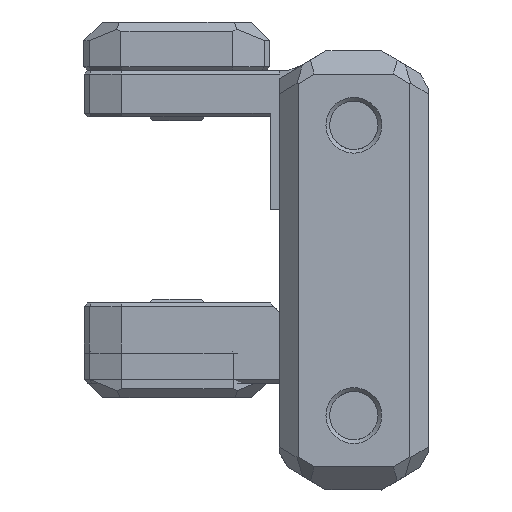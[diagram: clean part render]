
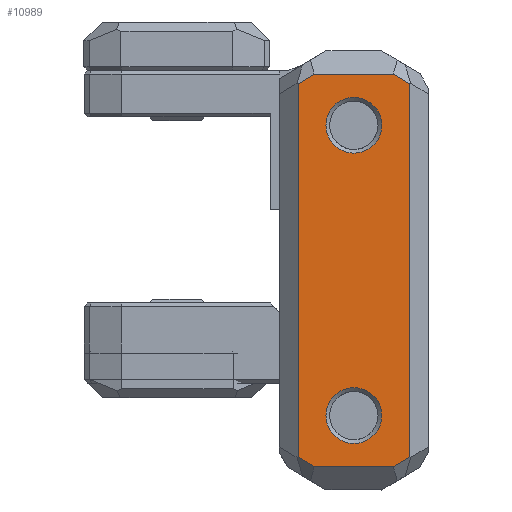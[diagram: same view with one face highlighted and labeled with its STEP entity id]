
A CAD part, front view. The second image highlights one B-rep face of the part: STEP entity #10989.
In plain terms, the highlighted planar face has unit normal (0, -1, 0).
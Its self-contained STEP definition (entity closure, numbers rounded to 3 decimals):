
#191=FACE_BOUND('',#1453,.T.);
#192=FACE_BOUND('',#1454,.T.);
#369=PLANE('',#11674);
#825=FACE_OUTER_BOUND('',#1452,.T.);
#1452=EDGE_LOOP('',(#7745,#7746,#7747,#7748,#7749,#7750,#7751,#7752));
#1453=EDGE_LOOP('',(#7753));
#1454=EDGE_LOOP('',(#7754));
#2131=LINE('',#15845,#3400);
#2141=LINE('',#15863,#3410);
#2142=LINE('',#15865,#3411);
#2153=LINE('',#15888,#3422);
#2156=LINE('',#15894,#3425);
#2157=LINE('',#15896,#3426);
#2158=LINE('',#15898,#3427);
#2159=LINE('',#15899,#3428);
#3400=VECTOR('',#12674,2.039);
#3410=VECTOR('',#12690,2.039);
#3411=VECTOR('',#12693,8.502);
#3422=VECTOR('',#12712,35.901);
#3425=VECTOR('',#12717,35.901);
#3426=VECTOR('',#12718,2.039);
#3427=VECTOR('',#12719,8.502);
#3428=VECTOR('',#12720,2.039);
#4629=CIRCLE('',#11649,3.);
#4633=CIRCLE('',#11675,3.);
#4927=VERTEX_POINT('',#15752);
#4960=VERTEX_POINT('',#15842);
#4961=VERTEX_POINT('',#15844);
#4965=VERTEX_POINT('',#15859);
#4966=VERTEX_POINT('',#15861);
#4974=VERTEX_POINT('',#15887);
#4976=VERTEX_POINT('',#15893);
#4977=VERTEX_POINT('',#15895);
#4978=VERTEX_POINT('',#15897);
#4979=VERTEX_POINT('',#15900);
#5971=EDGE_CURVE('',#4927,#4927,#4629,.T.);
#6015=EDGE_CURVE('',#4960,#4961,#2131,.T.);
#6025=EDGE_CURVE('',#4966,#4965,#2141,.T.);
#6026=EDGE_CURVE('',#4965,#4960,#2142,.T.);
#6037=EDGE_CURVE('',#4961,#4974,#2153,.T.);
#6040=EDGE_CURVE('',#4976,#4966,#2156,.T.);
#6041=EDGE_CURVE('',#4977,#4976,#2157,.T.);
#6042=EDGE_CURVE('',#4978,#4977,#2158,.T.);
#6043=EDGE_CURVE('',#4974,#4978,#2159,.T.);
#6044=EDGE_CURVE('',#4979,#4979,#4633,.T.);
#7745=ORIENTED_EDGE('',*,*,#6040,.F.);
#7746=ORIENTED_EDGE('',*,*,#6041,.F.);
#7747=ORIENTED_EDGE('',*,*,#6042,.F.);
#7748=ORIENTED_EDGE('',*,*,#6043,.F.);
#7749=ORIENTED_EDGE('',*,*,#6037,.F.);
#7750=ORIENTED_EDGE('',*,*,#6015,.F.);
#7751=ORIENTED_EDGE('',*,*,#6026,.F.);
#7752=ORIENTED_EDGE('',*,*,#6025,.F.);
#7753=ORIENTED_EDGE('',*,*,#5971,.T.);
#7754=ORIENTED_EDGE('',*,*,#6044,.T.);
#10989=ADVANCED_FACE('',(#825,#191,#192),#369,.F.);
#11649=AXIS2_PLACEMENT_3D('',#15754,#12600,#12601);
#11674=AXIS2_PLACEMENT_3D('',#15892,#12715,#12716);
#11675=AXIS2_PLACEMENT_3D('',#15901,#12721,#12722);
#12600=DIRECTION('center_axis',(0.,1.,0.));
#12601=DIRECTION('ref_axis',(0.,0.,
1.));
#12674=DIRECTION('',(-0.857,0.,0.514));
#12690=DIRECTION('',(-0.857,0.,-0.514));
#12693=DIRECTION('',(-1.,0.,0.));
#12712=DIRECTION('',(0.,0.,1.));
#12715=DIRECTION('center_axis',(0.,1.,0.));
#12716=DIRECTION('ref_axis',(-1.,0.,0.));
#12717=DIRECTION('',(0.,0.,-1.));
#12718=DIRECTION('',(0.857,0.,-0.514));
#12719=DIRECTION('',(1.,0.,0.));
#12720=DIRECTION('',(0.857,0.,0.514));
#12721=DIRECTION('center_axis',(0.,1.,0.));
#12722=DIRECTION('ref_axis',(0.,0.,
1.));
#15752=CARTESIAN_POINT('',(55.124,-11.153,82.306));
#15754=CARTESIAN_POINT('Origin',(55.124,-11.153,79.306));
#15842=CARTESIAN_POINT('',(50.873,-11.153,73.806));
#15844=CARTESIAN_POINT('',(49.124,-11.153,74.855));
#15845=CARTESIAN_POINT('',(50.873,-11.153,73.806));
#15859=CARTESIAN_POINT('',(59.375,-11.153,73.806));
#15861=CARTESIAN_POINT('',(61.124,-11.153,74.855));
#15863=CARTESIAN_POINT('',(61.124,-11.153,74.855));
#15865=CARTESIAN_POINT('',(59.375,-11.153,73.806));
#15887=CARTESIAN_POINT('',(49.124,-11.153,114.957));
#15888=CARTESIAN_POINT('',(49.124,-11.153,79.055));
#15892=CARTESIAN_POINT('Origin',(55.124,-11.153,97.006));
#15893=CARTESIAN_POINT('',(61.124,-11.153,114.957));
#15894=CARTESIAN_POINT('',(61.124,-11.153,114.957));
#15895=CARTESIAN_POINT('',(59.375,-11.153,116.006));
#15896=CARTESIAN_POINT('',(59.375,-11.153,116.006));
#15897=CARTESIAN_POINT('',(50.873,-11.153,116.006));
#15898=CARTESIAN_POINT('',(50.873,-11.153,116.006));
#15899=CARTESIAN_POINT('',(49.124,-11.153,114.957));
#15900=CARTESIAN_POINT('',(55.124,-11.153,113.506));
#15901=CARTESIAN_POINT('Origin',(55.124,-11.153,110.506));
